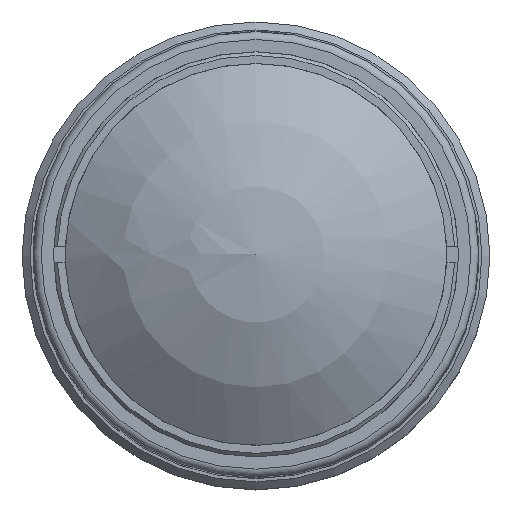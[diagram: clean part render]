
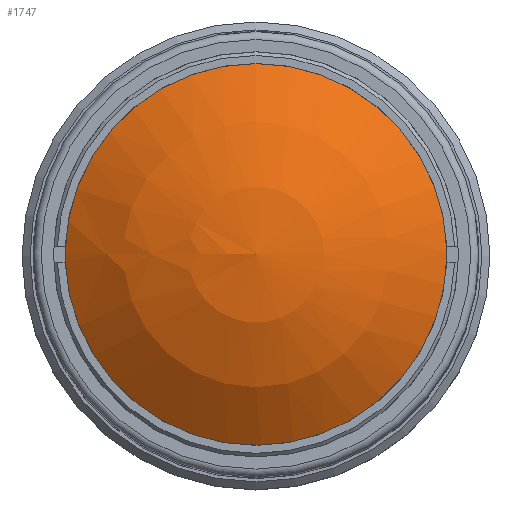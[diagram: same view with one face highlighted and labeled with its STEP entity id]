
A CAD part, top view. The second image highlights one B-rep face of the part: STEP entity #1747.
In plain terms, the highlighted spherical face has radius 19.19 mm.
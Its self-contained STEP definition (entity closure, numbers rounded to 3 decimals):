
#17=SPHERICAL_SURFACE('',#1967,19.19);
#387=FACE_OUTER_BOUND('',#527,.T.);
#527=EDGE_LOOP('',(#1464));
#645=CIRCLE('',#1958,12.);
#805=VERTEX_POINT('',#3297);
#1024=EDGE_CURVE('',#805,#805,#645,.T.);
#1464=ORIENTED_EDGE('',*,*,#1024,.T.);
#1747=ADVANCED_FACE('',(#387),#17,.T.);
#1958=AXIS2_PLACEMENT_3D('',#3298,#2422,#2423);
#1967=AXIS2_PLACEMENT_3D('',#3313,#2445,#2446);
#2422=DIRECTION('center_axis',(0.,0.,
1.));
#2423=DIRECTION('ref_axis',(0.,-1.,0.));
#2445=DIRECTION('center_axis',(0.,0.,
1.));
#2446=DIRECTION('ref_axis',(-1.,0.,0.));
#3297=CARTESIAN_POINT('',(0.,12.,-5.372));
#3298=CARTESIAN_POINT('Origin',(0.,0.,
-5.372));
#3313=CARTESIAN_POINT('Origin',(0.,0.,
-20.348));
